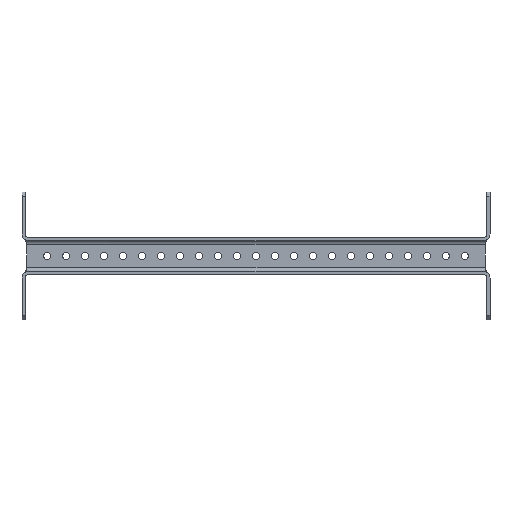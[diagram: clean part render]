
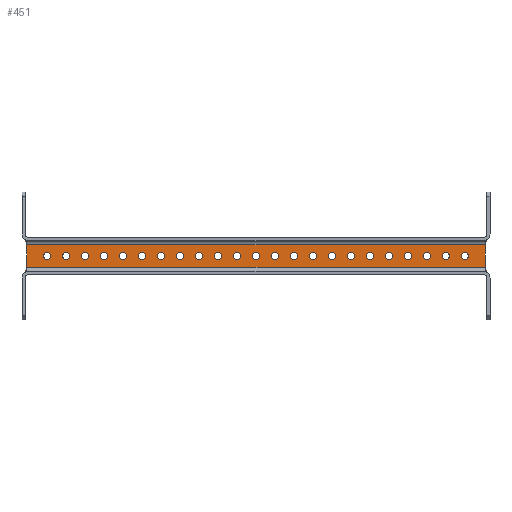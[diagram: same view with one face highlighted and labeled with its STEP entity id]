
A CAD part, top view. The second image highlights one B-rep face of the part: STEP entity #451.
In plain terms, the highlighted planar face has unit normal (0, 0, 1).
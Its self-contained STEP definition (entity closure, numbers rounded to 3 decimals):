
#215=FACE_BOUND('',#773,.T.);
#216=FACE_BOUND('',#774,.T.);
#217=FACE_BOUND('',#775,.T.);
#218=FACE_BOUND('',#776,.T.);
#219=FACE_BOUND('',#777,.T.);
#220=FACE_BOUND('',#778,.T.);
#221=FACE_BOUND('',#779,.T.);
#222=FACE_BOUND('',#780,.T.);
#223=FACE_BOUND('',#781,.T.);
#224=FACE_BOUND('',#782,.T.);
#225=FACE_BOUND('',#783,.T.);
#226=FACE_BOUND('',#784,.T.);
#227=FACE_BOUND('',#785,.T.);
#228=FACE_BOUND('',#786,.T.);
#229=FACE_BOUND('',#787,.T.);
#230=FACE_BOUND('',#788,.T.);
#231=FACE_BOUND('',#789,.T.);
#232=FACE_BOUND('',#790,.T.);
#233=FACE_BOUND('',#791,.T.);
#234=FACE_BOUND('',#792,.T.);
#235=FACE_BOUND('',#793,.T.);
#236=FACE_BOUND('',#794,.T.);
#237=FACE_BOUND('',#795,.T.);
#238=FACE_BOUND('',#796,.T.);
#451=ADVANCED_FACE('',(#215,#216,#217,#218,#219,#220,#221,#222,#223,#224,
#225,#226,#227,#228,#229,#230,#231,#232,#233,#234,#235,#236,#237,#238),
#594,.T.);
#594=PLANE('',#2933);
#773=EDGE_LOOP('',(#1367));
#774=EDGE_LOOP('',(#1368));
#775=EDGE_LOOP('',(#1369));
#776=EDGE_LOOP('',(#1370));
#777=EDGE_LOOP('',(#1371));
#778=EDGE_LOOP('',(#1372));
#779=EDGE_LOOP('',(#1373));
#780=EDGE_LOOP('',(#1374));
#781=EDGE_LOOP('',(#1375));
#782=EDGE_LOOP('',(#1376));
#783=EDGE_LOOP('',(#1377));
#784=EDGE_LOOP('',(#1378));
#785=EDGE_LOOP('',(#1379));
#786=EDGE_LOOP('',(#1380));
#787=EDGE_LOOP('',(#1381));
#788=EDGE_LOOP('',(#1382));
#789=EDGE_LOOP('',(#1383));
#790=EDGE_LOOP('',(#1384));
#791=EDGE_LOOP('',(#1385));
#792=EDGE_LOOP('',(#1386));
#793=EDGE_LOOP('',(#1387));
#794=EDGE_LOOP('',(#1388));
#795=EDGE_LOOP('',(#1389));
#796=EDGE_LOOP('',(#1390,#1391,#1392,#1393));
#1137=CIRCLE('',#2910,2.325);
#1138=CIRCLE('',#2911,2.325);
#1139=CIRCLE('',#2912,2.325);
#1140=CIRCLE('',#2913,2.325);
#1141=CIRCLE('',#2914,2.325);
#1142=CIRCLE('',#2915,2.325);
#1143=CIRCLE('',#2916,2.325);
#1144=CIRCLE('',#2917,2.325);
#1145=CIRCLE('',#2918,2.325);
#1146=CIRCLE('',#2919,2.325);
#1147=CIRCLE('',#2920,2.325);
#1148=CIRCLE('',#2921,2.325);
#1149=CIRCLE('',#2922,2.325);
#1150=CIRCLE('',#2923,2.325);
#1151=CIRCLE('',#2924,2.325);
#1152=CIRCLE('',#2925,2.325);
#1153=CIRCLE('',#2926,2.325);
#1154=CIRCLE('',#2927,2.325);
#1155=CIRCLE('',#2928,2.325);
#1156=CIRCLE('',#2929,2.325);
#1157=CIRCLE('',#2930,2.325);
#1158=CIRCLE('',#2931,2.325);
#1159=CIRCLE('',#2932,2.325);
#1367=ORIENTED_EDGE('',*,*,#2302,.F.);
#1368=ORIENTED_EDGE('',*,*,#2303,.F.);
#1369=ORIENTED_EDGE('',*,*,#2304,.F.);
#1370=ORIENTED_EDGE('',*,*,#2305,.F.);
#1371=ORIENTED_EDGE('',*,*,#2306,.F.);
#1372=ORIENTED_EDGE('',*,*,#2307,.F.);
#1373=ORIENTED_EDGE('',*,*,#2308,.F.);
#1374=ORIENTED_EDGE('',*,*,#2309,.F.);
#1375=ORIENTED_EDGE('',*,*,#2310,.F.);
#1376=ORIENTED_EDGE('',*,*,#2311,.F.);
#1377=ORIENTED_EDGE('',*,*,#2312,.F.);
#1378=ORIENTED_EDGE('',*,*,#2313,.F.);
#1379=ORIENTED_EDGE('',*,*,#2314,.F.);
#1380=ORIENTED_EDGE('',*,*,#2315,.F.);
#1381=ORIENTED_EDGE('',*,*,#2316,.F.);
#1382=ORIENTED_EDGE('',*,*,#2317,.F.);
#1383=ORIENTED_EDGE('',*,*,#2318,.F.);
#1384=ORIENTED_EDGE('',*,*,#2319,.F.);
#1385=ORIENTED_EDGE('',*,*,#2320,.F.);
#1386=ORIENTED_EDGE('',*,*,#2321,.F.);
#1387=ORIENTED_EDGE('',*,*,#2322,.F.);
#1388=ORIENTED_EDGE('',*,*,#2323,.F.);
#1389=ORIENTED_EDGE('',*,*,#2324,.F.);
#1390=ORIENTED_EDGE('',*,*,#2325,.F.);
#1391=ORIENTED_EDGE('',*,*,#2261,.T.);
#1392=ORIENTED_EDGE('',*,*,#2326,.F.);
#1393=ORIENTED_EDGE('',*,*,#2273,.T.);
#1990=VERTEX_POINT('',#4102);
#1991=VERTEX_POINT('',#4103);
#2002=VERTEX_POINT('',#4126);
#2003=VERTEX_POINT('',#4128);
#2029=VERTEX_POINT('',#4185);
#2030=VERTEX_POINT('',#4187);
#2031=VERTEX_POINT('',#4189);
#2032=VERTEX_POINT('',#4191);
#2033=VERTEX_POINT('',#4193);
#2034=VERTEX_POINT('',#4195);
#2035=VERTEX_POINT('',#4197);
#2036=VERTEX_POINT('',#4199);
#2037=VERTEX_POINT('',#4201);
#2038=VERTEX_POINT('',#4203);
#2039=VERTEX_POINT('',#4205);
#2040=VERTEX_POINT('',#4207);
#2041=VERTEX_POINT('',#4209);
#2042=VERTEX_POINT('',#4211);
#2043=VERTEX_POINT('',#4213);
#2044=VERTEX_POINT('',#4215);
#2045=VERTEX_POINT('',#4217);
#2046=VERTEX_POINT('',#4219);
#2047=VERTEX_POINT('',#4221);
#2048=VERTEX_POINT('',#4223);
#2049=VERTEX_POINT('',#4225);
#2050=VERTEX_POINT('',#4227);
#2051=VERTEX_POINT('',#4229);
#2261=EDGE_CURVE('',#1990,#1991,#2545,.T.);
#2273=EDGE_CURVE('',#2003,#2002,#2551,.T.);
#2302=EDGE_CURVE('',#2029,#2029,#1137,.T.);
#2303=EDGE_CURVE('',#2030,#2030,#1138,.T.);
#2304=EDGE_CURVE('',#2031,#2031,#1139,.T.);
#2305=EDGE_CURVE('',#2032,#2032,#1140,.T.);
#2306=EDGE_CURVE('',#2033,#2033,#1141,.T.);
#2307=EDGE_CURVE('',#2034,#2034,#1142,.T.);
#2308=EDGE_CURVE('',#2035,#2035,#1143,.T.);
#2309=EDGE_CURVE('',#2036,#2036,#1144,.T.);
#2310=EDGE_CURVE('',#2037,#2037,#1145,.T.);
#2311=EDGE_CURVE('',#2038,#2038,#1146,.T.);
#2312=EDGE_CURVE('',#2039,#2039,#1147,.T.);
#2313=EDGE_CURVE('',#2040,#2040,#1148,.T.);
#2314=EDGE_CURVE('',#2041,#2041,#1149,.T.);
#2315=EDGE_CURVE('',#2042,#2042,#1150,.T.);
#2316=EDGE_CURVE('',#2043,#2043,#1151,.T.);
#2317=EDGE_CURVE('',#2044,#2044,#1152,.T.);
#2318=EDGE_CURVE('',#2045,#2045,#1153,.T.);
#2319=EDGE_CURVE('',#2046,#2046,#1154,.T.);
#2320=EDGE_CURVE('',#2047,#2047,#1155,.T.);
#2321=EDGE_CURVE('',#2048,#2048,#1156,.T.);
#2322=EDGE_CURVE('',#2049,#2049,#1157,.T.);
#2323=EDGE_CURVE('',#2050,#2050,#1158,.T.);
#2324=EDGE_CURVE('',#2051,#2051,#1159,.T.);
#2325=EDGE_CURVE('',#1990,#2002,#2555,.T.);
#2326=EDGE_CURVE('',#2003,#1991,#2556,.T.);
#2545=LINE('',#4101,#2697);
#2551=LINE('',#4127,#2703);
#2555=LINE('',#4230,#2707);
#2556=LINE('',#4231,#2708);
#2697=VECTOR('',#3291,1.);
#2703=VECTOR('',#3311,1.);
#2707=VECTOR('',#3415,1.);
#2708=VECTOR('',#3416,1.);
#2910=AXIS2_PLACEMENT_3D('',#4184,#3369,#3370);
#2911=AXIS2_PLACEMENT_3D('',#4186,#3371,#3372);
#2912=AXIS2_PLACEMENT_3D('',#4188,#3373,#3374);
#2913=AXIS2_PLACEMENT_3D('',#4190,#3375,#3376);
#2914=AXIS2_PLACEMENT_3D('',#4192,#3377,#3378);
#2915=AXIS2_PLACEMENT_3D('',#4194,#3379,#3380);
#2916=AXIS2_PLACEMENT_3D('',#4196,#3381,#3382);
#2917=AXIS2_PLACEMENT_3D('',#4198,#3383,#3384);
#2918=AXIS2_PLACEMENT_3D('',#4200,#3385,#3386);
#2919=AXIS2_PLACEMENT_3D('',#4202,#3387,#3388);
#2920=AXIS2_PLACEMENT_3D('',#4204,#3389,#3390);
#2921=AXIS2_PLACEMENT_3D('',#4206,#3391,#3392);
#2922=AXIS2_PLACEMENT_3D('',#4208,#3393,#3394);
#2923=AXIS2_PLACEMENT_3D('',#4210,#3395,#3396);
#2924=AXIS2_PLACEMENT_3D('',#4212,#3397,#3398);
#2925=AXIS2_PLACEMENT_3D('',#4214,#3399,#3400);
#2926=AXIS2_PLACEMENT_3D('',#4216,#3401,#3402);
#2927=AXIS2_PLACEMENT_3D('',#4218,#3403,#3404);
#2928=AXIS2_PLACEMENT_3D('',#4220,#3405,#3406);
#2929=AXIS2_PLACEMENT_3D('',#4222,#3407,#3408);
#2930=AXIS2_PLACEMENT_3D('',#4224,#3409,#3410);
#2931=AXIS2_PLACEMENT_3D('',#4226,#3411,#3412);
#2932=AXIS2_PLACEMENT_3D('',#4228,#3413,#3414);
#2933=AXIS2_PLACEMENT_3D('',#4232,#3417,#3418);
#3291=DIRECTION('',(0.,-1.,0.));
#3311=DIRECTION('',(0.,1.,0.));
#3369=DIRECTION('',(0.,0.,1.));
#3370=DIRECTION('',(1.,0.,0.));
#3371=DIRECTION('',(0.,0.,1.));
#3372=DIRECTION('',(1.,0.,0.));
#3373=DIRECTION('',(0.,0.,1.));
#3374=DIRECTION('',(1.,0.,0.));
#3375=DIRECTION('',(0.,0.,1.));
#3376=DIRECTION('',(1.,0.,0.));
#3377=DIRECTION('',(0.,0.,1.));
#3378=DIRECTION('',(1.,0.,0.));
#3379=DIRECTION('',(0.,0.,1.));
#3380=DIRECTION('',(1.,0.,0.));
#3381=DIRECTION('',(0.,0.,1.));
#3382=DIRECTION('',(1.,0.,0.));
#3383=DIRECTION('',(0.,0.,1.));
#3384=DIRECTION('',(1.,0.,0.));
#3385=DIRECTION('',(0.,0.,1.));
#3386=DIRECTION('',(1.,0.,0.));
#3387=DIRECTION('',(0.,0.,1.));
#3388=DIRECTION('',(1.,0.,0.));
#3389=DIRECTION('',(0.,0.,1.));
#3390=DIRECTION('',(1.,0.,0.));
#3391=DIRECTION('',(0.,0.,1.));
#3392=DIRECTION('',(1.,0.,0.));
#3393=DIRECTION('',(0.,0.,1.));
#3394=DIRECTION('',(1.,0.,0.));
#3395=DIRECTION('',(0.,0.,1.));
#3396=DIRECTION('',(1.,0.,0.));
#3397=DIRECTION('',(0.,0.,1.));
#3398=DIRECTION('',(1.,0.,0.));
#3399=DIRECTION('',(0.,0.,1.));
#3400=DIRECTION('',(1.,0.,0.));
#3401=DIRECTION('',(0.,0.,1.));
#3402=DIRECTION('',(1.,0.,0.));
#3403=DIRECTION('',(0.,0.,1.));
#3404=DIRECTION('',(1.,0.,0.));
#3405=DIRECTION('',(0.,0.,1.));
#3406=DIRECTION('',(1.,0.,0.));
#3407=DIRECTION('',(0.,0.,1.));
#3408=DIRECTION('',(1.,0.,0.));
#3409=DIRECTION('',(0.,0.,1.));
#3410=DIRECTION('',(1.,0.,0.));
#3411=DIRECTION('',(0.,0.,1.));
#3412=DIRECTION('',(1.,0.,0.));
#3413=DIRECTION('',(0.,0.,1.));
#3414=DIRECTION('',(1.,0.,0.));
#3415=DIRECTION('',(1.,0.,0.));
#3416=DIRECTION('',(-1.,0.,0.));
#3417=DIRECTION('',(0.,0.,1.));
#3418=DIRECTION('',(1.,0.,0.));
#4101=CARTESIAN_POINT('',(-151.,12.,2.));
#4102=CARTESIAN_POINT('',(-151.,7.4,2.));
#4103=CARTESIAN_POINT('',(-151.,-7.4,2.));
#4126=CARTESIAN_POINT('',(151.,7.4,2.));
#4127=CARTESIAN_POINT('',(151.,-12.,2.));
#4128=CARTESIAN_POINT('',(151.,-7.4,2.));
#4184=CARTESIAN_POINT('',(137.5,0.,2.));
#4185=CARTESIAN_POINT('',(139.825,0.,2.));
#4186=CARTESIAN_POINT('',(125.,0.,2.));
#4187=CARTESIAN_POINT('',(127.325,0.,2.));
#4188=CARTESIAN_POINT('',(112.5,0.,2.));
#4189=CARTESIAN_POINT('',(114.825,0.,2.));
#4190=CARTESIAN_POINT('',(100.,0.,2.));
#4191=CARTESIAN_POINT('',(102.325,0.,2.));
#4192=CARTESIAN_POINT('',(87.5,0.,2.));
#4193=CARTESIAN_POINT('',(89.825,0.,2.));
#4194=CARTESIAN_POINT('',(75.,0.,2.));
#4195=CARTESIAN_POINT('',(77.325,0.,2.));
#4196=CARTESIAN_POINT('',(62.5,0.,2.));
#4197=CARTESIAN_POINT('',(64.825,0.,2.));
#4198=CARTESIAN_POINT('',(50.,0.,2.));
#4199=CARTESIAN_POINT('',(52.325,0.,2.));
#4200=CARTESIAN_POINT('',(37.5,0.,2.));
#4201=CARTESIAN_POINT('',(39.825,0.,2.));
#4202=CARTESIAN_POINT('',(25.,0.,2.));
#4203=CARTESIAN_POINT('',(27.325,0.,2.));
#4204=CARTESIAN_POINT('',(12.5,0.,2.));
#4205=CARTESIAN_POINT('',(14.825,0.,2.));
#4206=CARTESIAN_POINT('',(0.,0.,2.));
#4207=CARTESIAN_POINT('',(2.325,0.,2.));
#4208=CARTESIAN_POINT('',(-12.5,0.,2.));
#4209=CARTESIAN_POINT('',(-10.175,0.,2.));
#4210=CARTESIAN_POINT('',(-25.,0.,2.));
#4211=CARTESIAN_POINT('',(-22.675,0.,2.));
#4212=CARTESIAN_POINT('',(-37.5,0.,2.));
#4213=CARTESIAN_POINT('',(-35.175,0.,2.));
#4214=CARTESIAN_POINT('',(-50.,0.,2.));
#4215=CARTESIAN_POINT('',(-47.675,0.,2.));
#4216=CARTESIAN_POINT('',(-62.5,0.,2.));
#4217=CARTESIAN_POINT('',(-60.175,0.,2.));
#4218=CARTESIAN_POINT('',(-75.,0.,2.));
#4219=CARTESIAN_POINT('',(-72.675,0.,2.));
#4220=CARTESIAN_POINT('',(-87.5,0.,2.));
#4221=CARTESIAN_POINT('',(-85.175,0.,2.));
#4222=CARTESIAN_POINT('',(-100.,0.,2.));
#4223=CARTESIAN_POINT('',(-97.675,0.,2.));
#4224=CARTESIAN_POINT('',(-112.5,0.,2.));
#4225=CARTESIAN_POINT('',(-110.175,0.,2.));
#4226=CARTESIAN_POINT('',(-125.,0.,2.));
#4227=CARTESIAN_POINT('',(-122.675,0.,2.));
#4228=CARTESIAN_POINT('',(-137.5,0.,2.));
#4229=CARTESIAN_POINT('',(-135.175,0.,2.));
#4230=CARTESIAN_POINT('',(-151.,7.4,2.));
#4231=CARTESIAN_POINT('',(151.,-7.4,2.));
#4232=CARTESIAN_POINT('',(0.,0.,2.));
